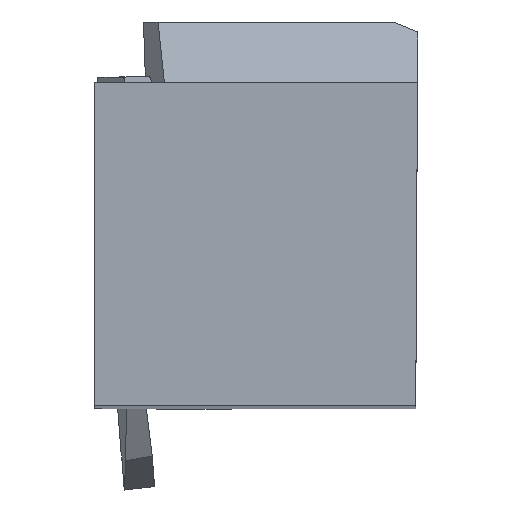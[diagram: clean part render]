
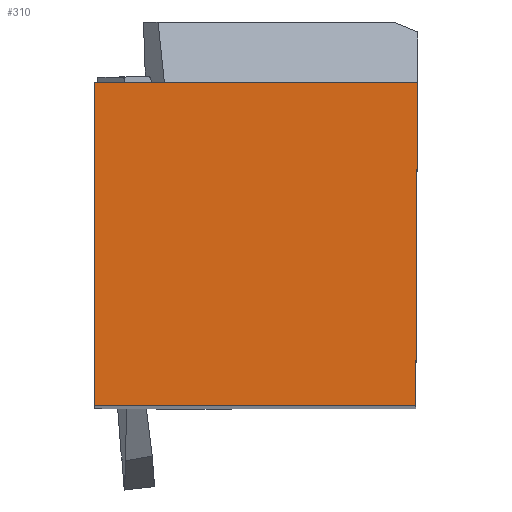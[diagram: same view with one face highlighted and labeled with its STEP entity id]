
A CAD part, top view. The second image highlights one B-rep face of the part: STEP entity #310.
In plain terms, the highlighted planar face has unit normal (0, 0, 1).
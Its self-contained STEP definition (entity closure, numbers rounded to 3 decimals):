
#254=PLANE('',#2197);
#310=ADVANCED_FACE('BLANK_BOXF006',(#455),#254,.F.);
#455=FACE_OUTER_BOUND('',#571,.T.);
#571=EDGE_LOOP('',(#789,#790,#791,#792));
#789=ORIENTED_EDGE('',*,*,#1537,.T.);
#790=ORIENTED_EDGE('',*,*,#1525,.T.);
#791=ORIENTED_EDGE('',*,*,#1508,.T.);
#792=ORIENTED_EDGE('',*,*,#1539,.F.);
#1320=VERTEX_POINT('',#2959);
#1321=VERTEX_POINT('',#2961);
#1332=VERTEX_POINT('',#2993);
#1338=VERTEX_POINT('',#3016);
#1508=EDGE_CURVE('',#1321,#1320,#1803,.T.);
#1525=EDGE_CURVE('',#1332,#1321,#1820,.T.);
#1537=EDGE_CURVE('',#1338,#1332,#1830,.T.);
#1539=EDGE_CURVE('',#1338,#1320,#1832,.T.);
#1803=LINE('',#2960,#1955);
#1820=LINE('',#2992,#1972);
#1830=LINE('',#3015,#1982);
#1832=LINE('',#3019,#1984);
#1955=VECTOR('',#2407,1.);
#1972=VECTOR('',#2432,1.);
#1982=VECTOR('',#2456,1.);
#1984=VECTOR('',#2460,1.);
#2197=AXIS2_PLACEMENT_3D('',#3020,#2461,#2462);
#2407=DIRECTION('',(0.005,1.,0.));
#2432=DIRECTION('',(1.,0.,0.));
#2456=DIRECTION('',(0.,-1.,0.));
#2460=DIRECTION('',(1.,0.,0.));
#2461=DIRECTION('',(0.,0.,-1.));
#2462=DIRECTION('',(1.,0.,0.));
#2959=CARTESIAN_POINT('',(0.,15.775,0.));
#2960=CARTESIAN_POINT('',(0.016,18.761,0.));
#2961=CARTESIAN_POINT('',(-0.083,0.,0.));
#2992=CARTESIAN_POINT('',(-31.75,0.,0.));
#2993=CARTESIAN_POINT('',(-15.775,0.,0.));
#3015=CARTESIAN_POINT('',(-15.775,18.875,0.));
#3016=CARTESIAN_POINT('',(-15.775,15.775,0.));
#3019=CARTESIAN_POINT('',(-31.75,15.775,0.));
#3020=CARTESIAN_POINT('',(-21.775,18.875,0.));
